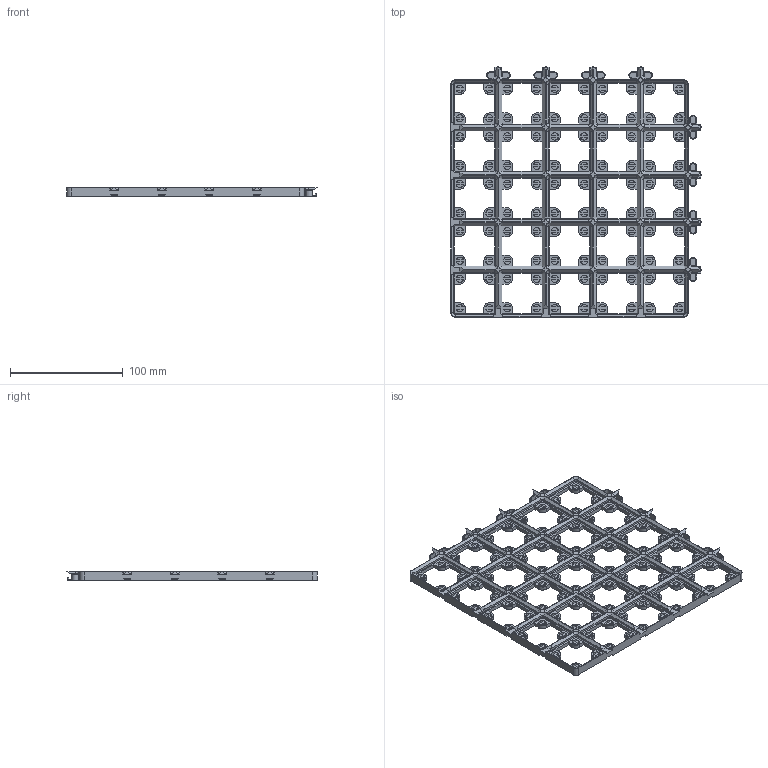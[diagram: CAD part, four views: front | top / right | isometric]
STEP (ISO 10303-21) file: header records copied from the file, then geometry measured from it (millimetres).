
FILE_DESCRIPTION(/* description */ (''),/* implementation_level */ '2;1');
FILE_NAME(/* name */ '5X5.step',/* time_stamp */ '2023-01-03T17:08:46-06:00',/* author */ (''),/* organization */ (''),/* preprocessor_version */ 'ST-DEVELOPER v19.2',/* originating_system */ 'Autodesk Translation Framework v11.17.0.187',/* authorisation */ '');
FILE_SCHEMA (('AUTOMOTIVE_DESIGN { 1 0 10303 214 3 1 1 }'));
Products named in the file (1): 5X5
Bounding box: 221.55 x 221.55 x 7.8 mm (x, y, z)
Volume: 93130.8 mm3; surface area: 85850.6 mm2
Topology: 9 solids, 9 shells, 2017 faces, 5464 edges, 3448 vertices
Faces by surface type: plane 1457, cylinder 360, cone 200
Full cylindrical faces by diameter (mm): 6.5 x100
Entity records: 63163 total; most frequent: CARTESIAN_POINT 10930, ORIENTED_EDGE 10928, DIRECTION 10820, EDGE_CURVE 5464, LINE 4144, VECTOR 4144, VERTEX_POINT 3448, AXIS2_PLACEMENT_3D 3338
